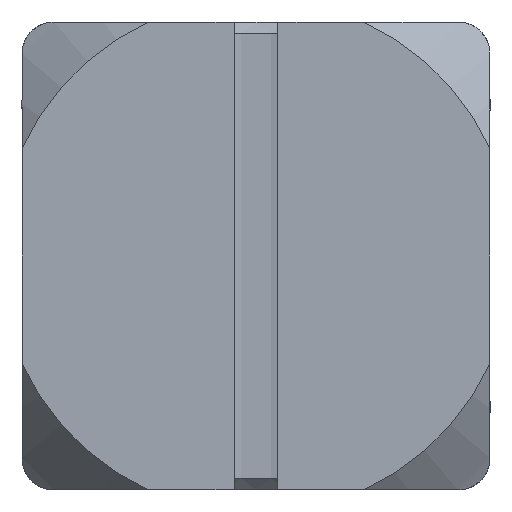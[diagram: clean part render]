
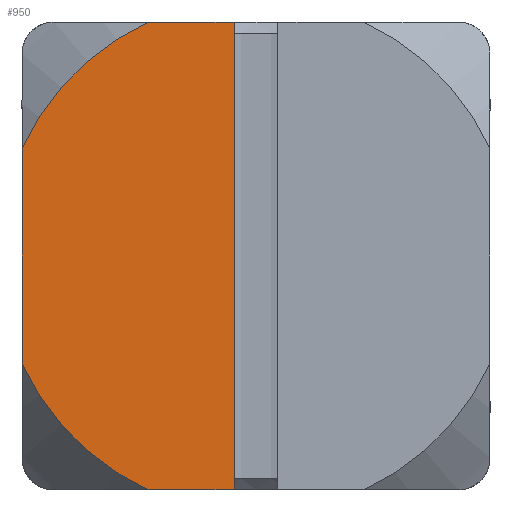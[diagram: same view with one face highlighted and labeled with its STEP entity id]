
A CAD part, left-side view. The second image highlights one B-rep face of the part: STEP entity #950.
In plain terms, the highlighted planar face has unit normal (-1, 0, 0).
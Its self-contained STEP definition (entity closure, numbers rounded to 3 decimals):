
#52=CIRCLE('',#1025,8.8);
#53=CIRCLE('',#1026,8.8);
#118=FACE_OUTER_BOUND('',#170,.T.);
#170=EDGE_LOOP('',(#650,#651,#652,#653,#654,#655));
#265=LINE('',#1431,#324);
#268=LINE('',#1444,#327);
#269=LINE('',#1446,#328);
#270=LINE('',#1450,#329);
#324=VECTOR('',#1138,1000.);
#327=VECTOR('',#1145,1000.);
#328=VECTOR('',#1146,1000.);
#329=VECTOR('',#1149,1000.);
#392=VERTEX_POINT('',#1428);
#393=VERTEX_POINT('',#1430);
#397=VERTEX_POINT('',#1443);
#398=VERTEX_POINT('',#1445);
#399=VERTEX_POINT('',#1447);
#400=VERTEX_POINT('',#1449);
#495=EDGE_CURVE('',#392,#393,#265,.T.);
#500=EDGE_CURVE('',#397,#393,#268,.T.);
#501=EDGE_CURVE('',#398,#392,#269,.T.);
#502=EDGE_CURVE('',#399,#398,#52,.T.);
#503=EDGE_CURVE('',#399,#400,#270,.T.);
#504=EDGE_CURVE('',#397,#400,#53,.T.);
#650=ORIENTED_EDGE('',*,*,#500,.T.);
#651=ORIENTED_EDGE('',*,*,#495,.F.);
#652=ORIENTED_EDGE('',*,*,#501,.F.);
#653=ORIENTED_EDGE('',*,*,#502,.F.);
#654=ORIENTED_EDGE('',*,*,#503,.T.);
#655=ORIENTED_EDGE('',*,*,#504,.F.);
#930=PLANE('',#1024);
#950=ADVANCED_FACE('',(#118),#930,.F.);
#1024=AXIS2_PLACEMENT_3D('',#1442,#1143,#1144);
#1025=AXIS2_PLACEMENT_3D('',#1448,#1147,#1148);
#1026=AXIS2_PLACEMENT_3D('',#1451,#1150,#1151);
#1138=DIRECTION('',(0.,0.,-1.));
#1143=DIRECTION('center_axis',(1.,0.,0.));
#1144=DIRECTION('ref_axis',(0.,0.,-1.));
#1145=DIRECTION('',(0.,-1.,0.));
#1146=DIRECTION('',(0.,-1.,0.));
#1147=DIRECTION('center_axis',(1.,0.,0.));
#1148=DIRECTION('ref_axis',(0.,0.,-1.));
#1149=DIRECTION('',(0.,0.,-1.));
#1150=DIRECTION('center_axis',(1.,0.,0.));
#1151=DIRECTION('ref_axis',(0.,0.,-1.));
#1428=CARTESIAN_POINT('',(-19.,0.75,8.));
#1430=CARTESIAN_POINT('',(-19.,0.75,-8.));
#1431=CARTESIAN_POINT('',(-19.,0.75,8.));
#1442=CARTESIAN_POINT('Origin',(-19.,8.,8.));
#1443=CARTESIAN_POINT('',(-19.,3.666,-8.));
#1444=CARTESIAN_POINT('',(-19.,8.,-8.));
#1445=CARTESIAN_POINT('',(-19.,3.666,8.));
#1446=CARTESIAN_POINT('',(-19.,8.,8.));
#1447=CARTESIAN_POINT('',(-19.,8.,3.666));
#1448=CARTESIAN_POINT('Origin',(-19.,0.,0.));
#1449=CARTESIAN_POINT('',(-19.,8.,-3.666));
#1450=CARTESIAN_POINT('',(-19.,8.,8.));
#1451=CARTESIAN_POINT('Origin',(-19.,0.,0.));
